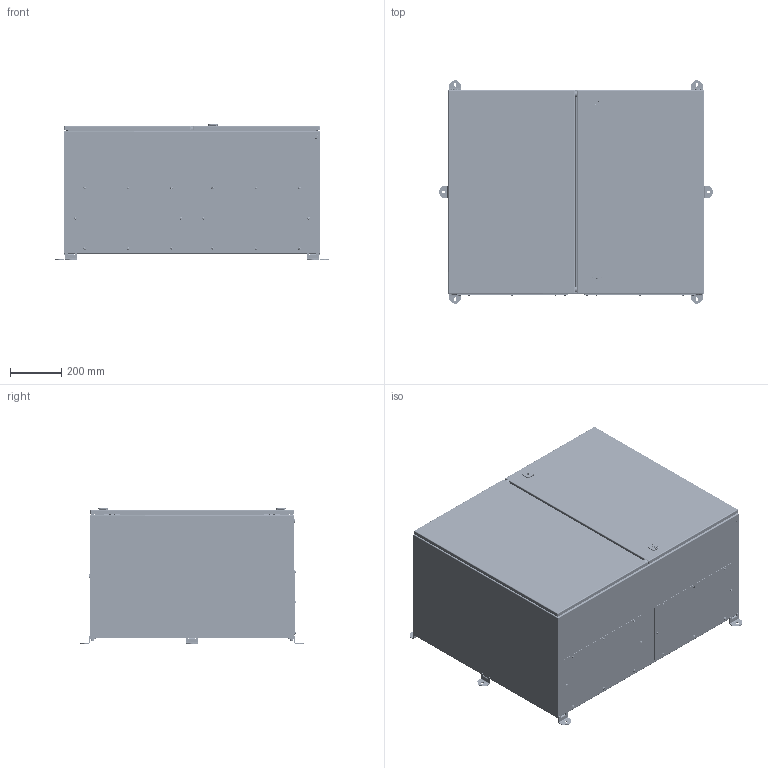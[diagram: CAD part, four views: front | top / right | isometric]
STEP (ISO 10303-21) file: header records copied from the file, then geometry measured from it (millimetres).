
FILE_DESCRIPTION (( 'STEP AP214' ), '1' );
FILE_NAME ('31.100.080.50.STEP', '2025-11-27T03:39:22', ( '' ), ( '' ), 'SwSTEP 2.0', 'SolidWorks 2021', '' );
FILE_SCHEMA (( 'AUTOMOTIVE_DESIGN' ));
Length unit declared in the file: millimetre
Products named in the file (46): Äâåðíîé ïðîôèëü ÌÊ 20 Í800; Óïëîòíèòåëü; Ñèëèêîíîâàÿ çàãëóøêà çàçåìëåíèÿ D12; Øïèëüêà ïðèâàðíàÿ Ì6õ16; 31.000.080.50-08 Áîêîâàÿ ñòåíêà; Øïèëüêà ïðèâàðíàÿ Ì8õ25; çóá÷àòàÿ øàéáà; 10.000.080.00-06; 31.100.080.00-04 捘; 31.100.080.00-04 Ìîíòàæíàÿ ïàíåëü; Ëåíòà óïëîòíèòåëüíàÿ Í800; 31.100.080.00-01-01 Äâåðü ïðàâàÿ; Ãàñêåòèíã êðûøêè W500D300; Óïëîòíèòåëü äâóñòâîð÷àòûõ äâåðåé; Ñêîáà; 31.100.000.30-03 捘; 31.000.080.50-08 捘; 妈眚 DIN 912-󋔊0-Zn; Âòóëêà øàðíèðà; Çàêëåïêà ðåçüáîâàÿ Ì6 øåñòèãðàííàÿ ñ óìåíüøåííûì áîðòîì; 31.100.080.50; Ëè÷èíêà; Íàñòåííîå êðåïëåíèå; M8DIN6923.step; Øàðíèð ïðèâàðíàÿ ÷àñòü; 31.100.080.00-01-02 捘; Øàðíèð îòâåòíàÿ ÷àñòü; 31.100.080.50-02 扻豵鵨; Çàêëåïêà ðåçüáîâàÿ Ì8 ãëóõàÿ øåñòèãðàííàÿ ñ óìåíüøåííûì áîðòîì; Ãàéêà Ì6 äëÿ øïèëüêè; ﾇ瑟鶴 湜跫韜; 31.100.080.50-02 捘; Ïðîñòàâêà Ì8; Âèíò DIN 967 Ì5õ16 ñ ïîëóêðóãëîé ãîëîâêîé ñ êðåñòîîáðàçíûì øëèöåì; Âèíò Ì4; 31.100.080.00-01-02 Äâåðü ëåâàÿ; Çàêëåïêà ðåçüáîâàÿ Ì5 øåñòèãðàííàÿ ñ óìåíüøåííûì áîðòîì; Çàìîê âåðõíèé; Ãàñêåòèíã äâåðè 1000õ800; Êîðïóñ ñ ëîãîòèïîì ...
Assembly tree (168 placements, depth 4):
  31.100.080.50
    31.100.080.50-02 捘
      31.100.080.50-02 扻豵鵨
      Øïèëüêà ïðèâàðíàÿ Ì8õ25  x6
      Çàêëåïêà ðåçüáîâàÿ Ì8 ãëóõàÿ øåñòèãðàííàÿ ñ óìåíüøåííûì áîðòîì  x6
      Çàêëåïêà ðåçüáîâàÿ Ì5 øåñòèãðàííàÿ ñ óìåíüøåííûì áîðòîì  x16
    31.000.080.50-08 捘  x2
      31.000.080.50-08 Áîêîâàÿ ñòåíêà
      Øïèëüêà ïðèâàðíàÿ Ì6õ16
    Øàðíèð âíåøíÿÿ ÷àñòü  x4
    Øàðíèð îòâåòíàÿ ÷àñòü  x4
    Âèíò Ì4  x8
    Âòóëêà øàðíèðà  x4
    31.100.080.00-01-01 捘
      31.100.080.00-01-01 Äâåðü ïðàâàÿ
      10.000.080.00-06  x2
      Øïèëüêà ïðèâàðíàÿ Ì6õ16  x2
      Øàðíèð ïðèâàðíàÿ ÷àñòü  x2
      Ãàñêåòèíã äâåðè 1000õ800
      Çàìîê âåðõíèé
        Êîðïóñ ñ ëîãîòèïîì
        Ëè÷èíêà
        剒蜲錪
        Ñêîáà
        Óïëîòíèòåëü
        鎔艜
      ﾇ瑟鶴 湜跫韜
        Êîðïóñ ñ ëîãîòèïîì
        Ëè÷èíêà
        剒蜲錪
        Ñêîáà
        Óïëîòíèòåëü
        鎔艜
    31.100.000.30-03 捘  x2
      31.100.000.30-03 Êðûøêà
      Ãàñêåòèíã êðûøêè W500D300
    Âèíò DIN 967 Ì5õ16 ñ ïîëóêðóãëîé ãîëîâêîé ñ êðåñòîîáðàçíûì øëèöåì  x16
    31.100.080.00-04 捘
      31.100.080.00-04 Ìîíòàæíàÿ ïàíåëü
      Çàêëåïêà ðåçüáîâàÿ Ì6 øåñòèãðàííàÿ ñ óìåíüøåííûì áîðòîì  x4
    Ïðîñòàâêà Ì8  x6
    妈眚 DIN 912-󋔊0-Zn  x6
    Íàñòåííîå êðåïëåíèå  x6
    Ñèëèêîíîâàÿ çàãëóøêà çàçåìëåíèÿ D12  x3
    Øàéáà îöèíêîâàííàÿ Ì8  x6
    31.100.080.00-01-02 捘
      31.100.080.00-01-02 Äâåðü ëåâàÿ
      10.000.080.00-06  x2
      Øïèëüêà ïðèâàðíàÿ Ì6õ16  x2
      Øàðíèð ïðèâàðíàÿ ÷àñòü  x2
      Ëåíòà óïëîòíèòåëüíàÿ Í800  x2
      Ãàñêåòèíã äâåðè 1000õ800
    Óïëîòíèòåëü äâóñòâîð÷àòûõ äâåðåé  x2
    çóá÷àòàÿ øàéáà  x4
    M8DIN6923.step  x6
    Äâåðíîé ïðîôèëü ÌÊ 20 Í800  x4
    Ãàéêà Ì6 äëÿ øïèëüêè  x8
Bounding box: 1074.84 x 874.84 x 529.7 mm (x, y, z)
Volume: 7856798.7 mm3; surface area: 9629728.9 mm2
Topology: 165 solids, 165 shells, 8223 faces, 21262 edges, 13524 vertices
Faces by surface type: plane 3973, cylinder 3246, cone 446, bspline 274, torus 252, sphere 32
Entity records: 93113 total; most frequent: CARTESIAN_POINT 31377, ORIENTED_EDGE 11956, DIRECTION 11237, EDGE_CURVE 5978, VECTOR 3983, LINE 3983, VERTEX_POINT 3799, AXIS2_PLACEMENT_3D 3627
